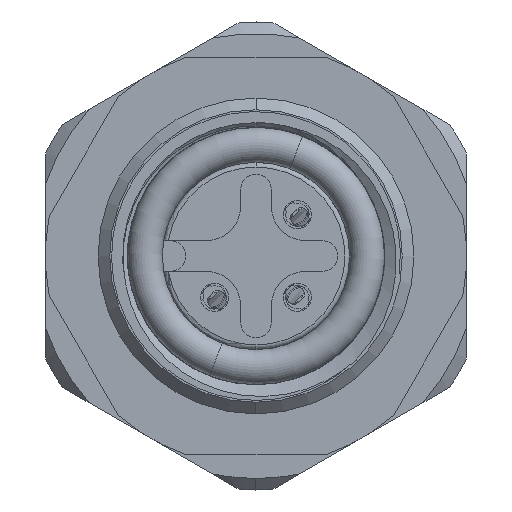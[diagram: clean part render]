
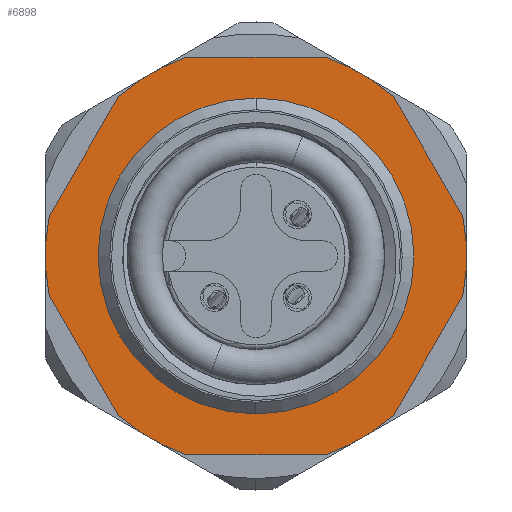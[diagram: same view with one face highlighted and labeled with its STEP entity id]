
A CAD part, left-side view. The second image highlights one B-rep face of the part: STEP entity #6898.
In plain terms, the highlighted face is planar.
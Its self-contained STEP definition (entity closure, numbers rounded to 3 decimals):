
#206 = AXIS2_PLACEMENT_3D ( 'NONE', #503, #24121, #23955 ) ;
#374 = LINE ( 'NONE', #32630, #14130 ) ;
#396 = EDGE_CURVE ( 'NONE', #28886, #24274, #19571, .T. ) ;
#476 = VERTEX_POINT ( 'NONE', #2594 ) ;
#503 = CARTESIAN_POINT ( 'NONE',  ( -2., 0., 0. ) ) ;
#547 = EDGE_CURVE ( 'NONE', #24274, #28886, #14607, .T. ) ;
#567 = AXIS2_PLACEMENT_3D ( 'NONE', #11928, #30259, #22499 ) ;
#854 = CARTESIAN_POINT ( 'NONE',  ( -2., 0., 6.75 ) ) ;
#1818 = DIRECTION ( 'NONE',  ( -1., 0., 0. ) ) ;
#1880 = ORIENTED_EDGE ( 'NONE', *, *, #23047, .F. ) ;
#2402 = DIRECTION ( 'NONE',  ( 0., 0., 1. ) ) ;
#2594 = CARTESIAN_POINT ( 'NONE',  ( -2., -5.882, 6.812 ) ) ;
#2597 = DIRECTION ( 'NONE',  ( 0., 1., 0. ) ) ;
#2815 = DIRECTION ( 'NONE',  ( 0., -0.5, -0.866 ) ) ;
#3290 = EDGE_CURVE ( 'NONE', #31732, #476, #28343, .T. ) ;
#3315 = LINE ( 'NONE', #5450, #11301 ) ;
#3386 = ORIENTED_EDGE ( 'NONE', *, *, #4986, .F. ) ;
#3572 = AXIS2_PLACEMENT_3D ( 'NONE', #8410, #5719, #2402 ) ;
#4192 = DIRECTION ( 'NONE',  ( 0., 0.5, 0.866 ) ) ;
#4804 = DIRECTION ( 'NONE',  ( -1., 0., 0. ) ) ;
#4805 = CARTESIAN_POINT ( 'NONE',  ( -2., -2.958, 8.5 ) ) ;
#4986 = EDGE_CURVE ( 'NONE', #18089, #33678, #5168, .T. ) ;
#5168 = LINE ( 'NONE', #34430, #23499 ) ;
#5230 = DIRECTION ( 'NONE',  ( 0., -0.5, 0.866 ) ) ;
#5450 = CARTESIAN_POINT ( 'NONE',  ( -2., 9.611, -0.353 ) ) ;
#5719 = DIRECTION ( 'NONE',  ( -1., 0., 0. ) ) ;
#5773 = DIRECTION ( 'NONE',  ( 0., 0., 1. ) ) ;
#6117 = AXIS2_PLACEMENT_3D ( 'NONE', #14677, #1818, #17660 ) ;
#6400 = CARTESIAN_POINT ( 'NONE',  ( -2., 8.84, -1.688 ) ) ;
#6633 = CARTESIAN_POINT ( 'NONE',  ( -2., 0., -6.75 ) ) ;
#6644 = EDGE_LOOP ( 'NONE', ( #14746, #31256 ) ) ;
#6778 = CARTESIAN_POINT ( 'NONE',  ( -2., -2.958, -8.5 ) ) ;
#6898 = ADVANCED_FACE ( 'NONE', ( #28256, #6924 ), #20507, .F. ) ;
#6924 = FACE_OUTER_BOUND ( 'NONE', #26368, .T. ) ;
#7467 = VERTEX_POINT ( 'NONE', #32080 ) ;
#8059 = VECTOR ( 'NONE', #2597, 1000. ) ;
#8081 = CARTESIAN_POINT ( 'NONE',  ( -2., 0., 0. ) ) ;
#8410 = CARTESIAN_POINT ( 'NONE',  ( -2., 0., 0. ) ) ;
#8496 = DIRECTION ( 'NONE',  ( 0., 0.5, -0.866 ) ) ;
#8569 = VECTOR ( 'NONE', #4192, 1000. ) ;
#8669 = CIRCLE ( 'NONE', #3572, 9. ) ;
#9505 = EDGE_CURVE ( 'NONE', #24441, #18089, #18839, .T. ) ;
#10258 = VERTEX_POINT ( 'NONE', #21763 ) ;
#10892 = LINE ( 'NONE', #29399, #31762 ) ;
#11301 = VECTOR ( 'NONE', #2815, 1000. ) ;
#11419 = CARTESIAN_POINT ( 'NONE',  ( -2., 5.882, 6.812 ) ) ;
#11928 = CARTESIAN_POINT ( 'NONE',  ( -2., 0., 0. ) ) ;
#13322 = EDGE_CURVE ( 'NONE', #7467, #31732, #29272, .T. ) ;
#13551 = CARTESIAN_POINT ( 'NONE',  ( -2., 0., 0. ) ) ;
#14130 = VECTOR ( 'NONE', #8496, 1000. ) ;
#14473 = DIRECTION ( 'NONE',  ( -1., 0., 0. ) ) ;
#14587 = CARTESIAN_POINT ( 'NONE',  ( -2., -5.111, 8.147 ) ) ;
#14607 = CIRCLE ( 'NONE', #33764, 6.75 ) ;
#14677 = CARTESIAN_POINT ( 'NONE',  ( -2., 9., 0. ) ) ;
#14746 = ORIENTED_EDGE ( 'NONE', *, *, #547, .T. ) ;
#15284 = DIRECTION ( 'NONE',  ( -1., 0., 0. ) ) ;
#15896 = ORIENTED_EDGE ( 'NONE', *, *, #24625, .F. ) ;
#16011 = CARTESIAN_POINT ( 'NONE',  ( -2., 8.84, 1.688 ) ) ;
#16510 = VERTEX_POINT ( 'NONE', #6400 ) ;
#17387 = DIRECTION ( 'NONE',  ( -1., 0., 0. ) ) ;
#17551 = AXIS2_PLACEMENT_3D ( 'NONE', #13551, #32426, #5773 ) ;
#17660 = DIRECTION ( 'NONE',  ( 0., 0., 1. ) ) ;
#18089 = VERTEX_POINT ( 'NONE', #24984 ) ;
#18306 = AXIS2_PLACEMENT_3D ( 'NONE', #26840, #4804, #18905 ) ;
#18839 = CIRCLE ( 'NONE', #22231, 9. ) ;
#18905 = DIRECTION ( 'NONE',  ( 0., 0., 1. ) ) ;
#19494 = LINE ( 'NONE', #30254, #8059 ) ;
#19571 = CIRCLE ( 'NONE', #20135, 6.75 ) ;
#19763 = CARTESIAN_POINT ( 'NONE',  ( -2., 0., 0. ) ) ;
#19882 = CARTESIAN_POINT ( 'NONE',  ( -2., 0., 0. ) ) ;
#20135 = AXIS2_PLACEMENT_3D ( 'NONE', #19882, #17387, #22887 ) ;
#20507 = PLANE ( 'NONE',  #6117 ) ;
#20538 = EDGE_CURVE ( 'NONE', #33678, #28289, #22140, .T. ) ;
#20742 = CARTESIAN_POINT ( 'NONE',  ( -2., -8.84, 1.688 ) ) ;
#20837 = EDGE_CURVE ( 'NONE', #29034, #16510, #8669, .T. ) ;
#21763 = CARTESIAN_POINT ( 'NONE',  ( -2., 2.958, 8.5 ) ) ;
#21788 = ORIENTED_EDGE ( 'NONE', *, *, #34713, .F. ) ;
#22140 = CIRCLE ( 'NONE', #206, 9. ) ;
#22231 = AXIS2_PLACEMENT_3D ( 'NONE', #19763, #14473, #30513 ) ;
#22499 = DIRECTION ( 'NONE',  ( 0., 0., 1. ) ) ;
#22506 = EDGE_CURVE ( 'NONE', #476, #26825, #32402, .T. ) ;
#22649 = CIRCLE ( 'NONE', #17551, 9. ) ;
#22725 = CARTESIAN_POINT ( 'NONE',  ( -2., -5.882, -6.812 ) ) ;
#22887 = DIRECTION ( 'NONE',  ( 0., 0., 1. ) ) ;
#23037 = ORIENTED_EDGE ( 'NONE', *, *, #3290, .F. ) ;
#23047 = EDGE_CURVE ( 'NONE', #16510, #24441, #3315, .T. ) ;
#23499 = VECTOR ( 'NONE', #26686, 1000. ) ;
#23955 = DIRECTION ( 'NONE',  ( 0., 0., 1. ) ) ;
#24121 = DIRECTION ( 'NONE',  ( -1., 0., 0. ) ) ;
#24163 = EDGE_CURVE ( 'NONE', #10258, #33172, #22649, .T. ) ;
#24221 = ORIENTED_EDGE ( 'NONE', *, *, #22506, .F. ) ;
#24274 = VERTEX_POINT ( 'NONE', #854 ) ;
#24441 = VERTEX_POINT ( 'NONE', #26038 ) ;
#24625 = EDGE_CURVE ( 'NONE', #26825, #10258, #19494, .T. ) ;
#24731 = ORIENTED_EDGE ( 'NONE', *, *, #9505, .F. ) ;
#24984 = CARTESIAN_POINT ( 'NONE',  ( -2., 2.958, -8.5 ) ) ;
#25858 = ORIENTED_EDGE ( 'NONE', *, *, #13322, .F. ) ;
#26038 = CARTESIAN_POINT ( 'NONE',  ( -2., 5.882, -6.812 ) ) ;
#26216 = DIRECTION ( 'NONE',  ( 0., 0., 1. ) ) ;
#26368 = EDGE_LOOP ( 'NONE', ( #1880, #32846, #21788, #34804, #15896, #24221, #23037, #25858, #32891, #32015, #3386, #24731 ) ) ;
#26686 = DIRECTION ( 'NONE',  ( 0., -1., 0. ) ) ;
#26825 = VERTEX_POINT ( 'NONE', #4805 ) ;
#26840 = CARTESIAN_POINT ( 'NONE',  ( -2., 0., 0. ) ) ;
#27320 = EDGE_CURVE ( 'NONE', #28289, #7467, #10892, .T. ) ;
#28256 = FACE_BOUND ( 'NONE', #6644, .T. ) ;
#28289 = VERTEX_POINT ( 'NONE', #22725 ) ;
#28343 = LINE ( 'NONE', #14587, #8569 ) ;
#28886 = VERTEX_POINT ( 'NONE', #6633 ) ;
#29034 = VERTEX_POINT ( 'NONE', #16011 ) ;
#29272 = CIRCLE ( 'NONE', #567, 9. ) ;
#29399 = CARTESIAN_POINT ( 'NONE',  ( -2., -5.111, -8.147 ) ) ;
#30254 = CARTESIAN_POINT ( 'NONE',  ( -2., 9., 8.5 ) ) ;
#30259 = DIRECTION ( 'NONE',  ( -1., 0., 0. ) ) ;
#30513 = DIRECTION ( 'NONE',  ( 0., 0., 1. ) ) ;
#31256 = ORIENTED_EDGE ( 'NONE', *, *, #396, .T. ) ;
#31732 = VERTEX_POINT ( 'NONE', #20742 ) ;
#31762 = VECTOR ( 'NONE', #5230, 1000. ) ;
#32015 = ORIENTED_EDGE ( 'NONE', *, *, #20538, .F. ) ;
#32080 = CARTESIAN_POINT ( 'NONE',  ( -2., -8.84, -1.688 ) ) ;
#32402 = CIRCLE ( 'NONE', #18306, 9. ) ;
#32426 = DIRECTION ( 'NONE',  ( -1., 0., 0. ) ) ;
#32630 = CARTESIAN_POINT ( 'NONE',  ( -2., 9.611, 0.353 ) ) ;
#32846 = ORIENTED_EDGE ( 'NONE', *, *, #20837, .F. ) ;
#32891 = ORIENTED_EDGE ( 'NONE', *, *, #27320, .F. ) ;
#33172 = VERTEX_POINT ( 'NONE', #11419 ) ;
#33678 = VERTEX_POINT ( 'NONE', #6778 ) ;
#33764 = AXIS2_PLACEMENT_3D ( 'NONE', #8081, #15284, #26216 ) ;
#34430 = CARTESIAN_POINT ( 'NONE',  ( -2., 9., -8.5 ) ) ;
#34713 = EDGE_CURVE ( 'NONE', #33172, #29034, #374, .T. ) ;
#34804 = ORIENTED_EDGE ( 'NONE', *, *, #24163, .F. ) ;
